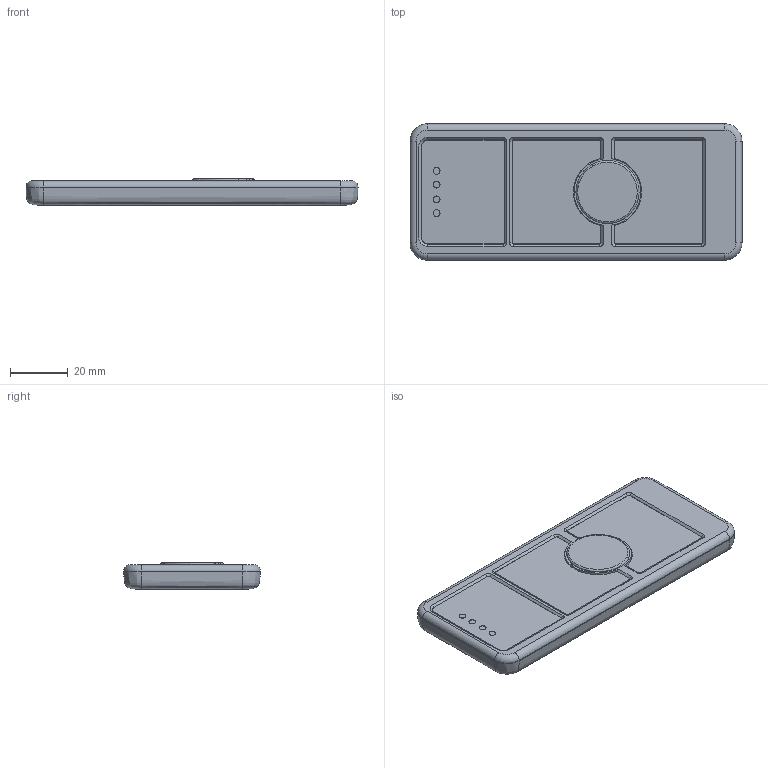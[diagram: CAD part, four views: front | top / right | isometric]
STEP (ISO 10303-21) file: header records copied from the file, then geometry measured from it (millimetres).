
FILE_DESCRIPTION (( 'STEP AP203' ), '1' );
FILE_NAME ('230209-RemoteController-Rev01.STEP', '2023-02-09T18:40:30', ( '' ), ( '' ), 'SwSTEP 2.0', 'SolidWorks 2022', '' );
FILE_SCHEMA (( 'CONFIG_CONTROL_DESIGN' ));
Length unit declared in the file: millimetre
Products named in the file (1): 230209-RemoteController-Rev01
Bounding box: 114.59 x 47.07 x 9.07 mm (x, y, z)
Volume: 42552.6 mm3; surface area: 19920.4 mm2
Topology: 9 solids, 9 shells, 152 faces, 346 edges, 212 vertices
Faces by surface type: plane 66, cylinder 58, cone 12, bspline 10, torus 6
Entity records: 4913 total; most frequent: CARTESIAN_POINT 1413, DIRECTION 734, ORIENTED_EDGE 684, EDGE_CURVE 342, AXIS2_PLACEMENT_3D 269, VERTEX_POINT 212, VECTOR 196, LINE 196
